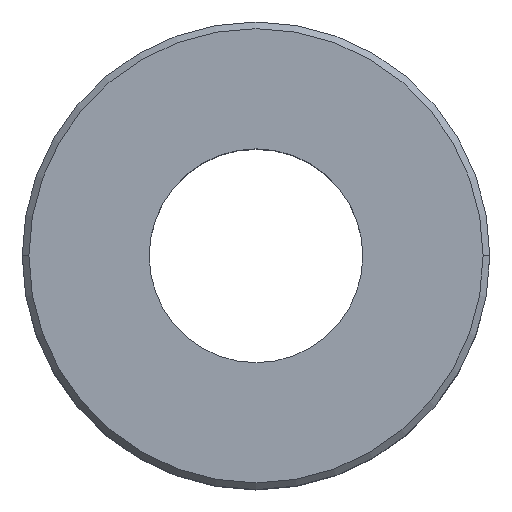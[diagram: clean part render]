
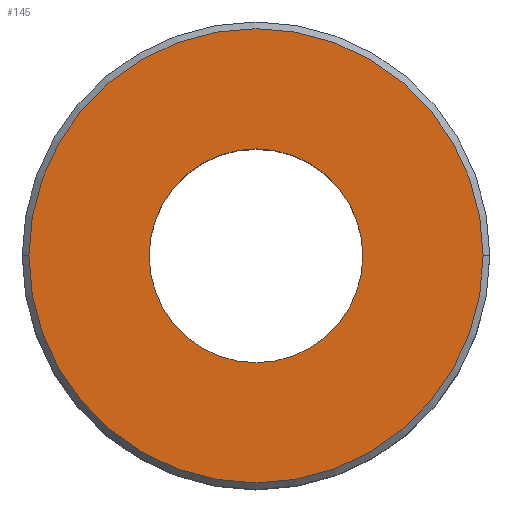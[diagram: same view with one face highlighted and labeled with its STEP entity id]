
A CAD part, top view. The second image highlights one B-rep face of the part: STEP entity #145.
In plain terms, the highlighted planar face has unit normal (0, 0, 1).
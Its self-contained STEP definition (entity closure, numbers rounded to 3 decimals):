
#5 = ORIENTED_EDGE ( 'NONE', *, *, #59, .F. ) ;
#12 = CARTESIAN_POINT ( 'NONE',  ( 0., 0., 20. ) ) ;
#16 = VERTEX_POINT ( 'NONE', #236 ) ;
#29 = EDGE_LOOP ( 'NONE', ( #190, #220 ) ) ;
#34 = VERTEX_POINT ( 'NONE', #136 ) ;
#48 = AXIS2_PLACEMENT_3D ( 'NONE', #269, #327, #173 ) ;
#53 = CARTESIAN_POINT ( 'NONE',  ( 0., 0., 20. ) ) ;
#59 = EDGE_CURVE ( 'NONE', #16, #261, #92, .T. ) ;
#75 = CIRCLE ( 'NONE', #223, 17. ) ;
#76 = DIRECTION ( 'NONE',  ( 1., 0., 0. ) ) ;
#79 = DIRECTION ( 'NONE',  ( -1., 0., 0. ) ) ;
#92 = CIRCLE ( 'NONE', #48, 8. ) ;
#104 = CIRCLE ( 'NONE', #221, 17. ) ;
#115 = PLANE ( 'NONE',  #288 ) ;
#134 = VERTEX_POINT ( 'NONE', #226 ) ;
#135 = CARTESIAN_POINT ( 'NONE',  ( 0., 0., 20. ) ) ;
#136 = CARTESIAN_POINT ( 'NONE',  ( 17., 0., 20. ) ) ;
#145 = ADVANCED_FACE ( 'NONE', ( #306, #333 ), #115, .F. ) ;
#159 = EDGE_CURVE ( 'NONE', #134, #34, #104, .T. ) ;
#161 = DIRECTION ( 'NONE',  ( 0., 0., -1. ) ) ;
#164 = DIRECTION ( 'NONE',  ( 1., 0., 0. ) ) ;
#173 = DIRECTION ( 'NONE',  ( 1., 0., 0. ) ) ;
#186 = EDGE_CURVE ( 'NONE', #261, #16, #196, .T. ) ;
#190 = ORIENTED_EDGE ( 'NONE', *, *, #159, .T. ) ;
#195 = EDGE_CURVE ( 'NONE', #34, #134, #75, .T. ) ;
#196 = CIRCLE ( 'NONE', #270, 8. ) ;
#220 = ORIENTED_EDGE ( 'NONE', *, *, #195, .T. ) ;
#221 = AXIS2_PLACEMENT_3D ( 'NONE', #53, #307, #76 ) ;
#223 = AXIS2_PLACEMENT_3D ( 'NONE', #135, #224, #164 ) ;
#224 = DIRECTION ( 'NONE',  ( 0., 0., 1. ) ) ;
#226 = CARTESIAN_POINT ( 'NONE',  ( -17., 0., 20. ) ) ;
#236 = CARTESIAN_POINT ( 'NONE',  ( 8., 0., 20. ) ) ;
#238 = CARTESIAN_POINT ( 'NONE',  ( 0., 17., 20. ) ) ;
#261 = VERTEX_POINT ( 'NONE', #315 ) ;
#262 = DIRECTION ( 'NONE',  ( 0., 0., 1. ) ) ;
#269 = CARTESIAN_POINT ( 'NONE',  ( 0., 0., 20. ) ) ;
#270 = AXIS2_PLACEMENT_3D ( 'NONE', #12, #262, #314 ) ;
#288 = AXIS2_PLACEMENT_3D ( 'NONE', #238, #161, #79 ) ;
#305 = EDGE_LOOP ( 'NONE', ( #5, #312 ) ) ;
#306 = FACE_BOUND ( 'NONE', #305, .T. ) ;
#307 = DIRECTION ( 'NONE',  ( 0., 0., 1. ) ) ;
#312 = ORIENTED_EDGE ( 'NONE', *, *, #186, .F. ) ;
#314 = DIRECTION ( 'NONE',  ( 1., 0., 0. ) ) ;
#315 = CARTESIAN_POINT ( 'NONE',  ( -8., 0., 20. ) ) ;
#327 = DIRECTION ( 'NONE',  ( 0., 0., 1. ) ) ;
#333 = FACE_OUTER_BOUND ( 'NONE', #29, .T. ) ;
